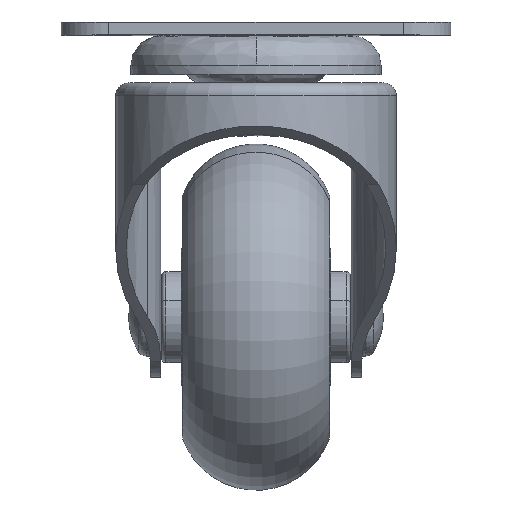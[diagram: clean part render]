
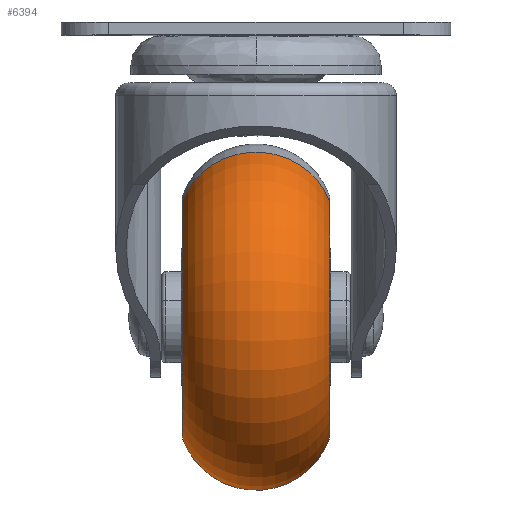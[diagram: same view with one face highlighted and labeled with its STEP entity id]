
A CAD part, top view. The second image highlights one B-rep face of the part: STEP entity #6394.
In plain terms, the highlighted toroidal (fillet/blend) face has major radius 11 mm and minor radius 9 mm.
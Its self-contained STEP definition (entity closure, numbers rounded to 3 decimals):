
#886 = AXIS2_PLACEMENT_3D ( 'NONE', #3081, #8928, #5418 ) ;
#2077 = DIRECTION ( 'NONE',  ( 0., -1., 0. ) ) ;
#2598 = CIRCLE ( 'NONE', #9600, 9. ) ;
#3081 = CARTESIAN_POINT ( 'NONE',  ( 0., 0., 0. ) ) ;
#3161 = FACE_OUTER_BOUND ( 'NONE', #12329, .T. ) ;
#3668 = CARTESIAN_POINT ( 'NONE',  ( 8.5, 0., -13.958 ) ) ;
#3717 = CIRCLE ( 'NONE', #13488, 13.958 ) ;
#4030 = ORIENTED_EDGE ( 'NONE', *, *, #14286, .T. ) ;
#4247 = ORIENTED_EDGE ( 'NONE', *, *, #13196, .F. ) ;
#4557 = CARTESIAN_POINT ( 'NONE',  ( -8.5, 0., 0. ) ) ;
#5305 = AXIS2_PLACEMENT_3D ( 'NONE', #13271, #6332, #14432 ) ;
#5418 = DIRECTION ( 'NONE',  ( 0., 0., 1. ) ) ;
#5742 = DIRECTION ( 'NONE',  ( 0., 0., 1. ) ) ;
#6250 = VERTEX_POINT ( 'NONE', #10908 ) ;
#6263 = DIRECTION ( 'NONE',  ( 0., 1., 0. ) ) ;
#6307 = TOROIDAL_SURFACE ( 'NONE', #886, 11., 9. ) ;
#6332 = DIRECTION ( 'NONE',  ( -1., 0., 0. ) ) ;
#6394 = ADVANCED_FACE ( 'NONE', ( #3161 ), #6307, .T. ) ;
#6401 = VERTEX_POINT ( 'NONE', #11256 ) ;
#6607 = CARTESIAN_POINT ( 'NONE',  ( -8.5, 0., -13.958 ) ) ;
#7086 = EDGE_CURVE ( 'NONE', #6401, #6250, #7392, .T. ) ;
#7392 = CIRCLE ( 'NONE', #12787, 9. ) ;
#7973 = EDGE_CURVE ( 'NONE', #8900, #6250, #3717, .T. ) ;
#8318 = ORIENTED_EDGE ( 'NONE', *, *, #7973, .F. ) ;
#8900 = VERTEX_POINT ( 'NONE', #6607 ) ;
#8928 = DIRECTION ( 'NONE',  ( -1., 0., 0. ) ) ;
#9086 = CARTESIAN_POINT ( 'NONE',  ( 0., 0., 11. ) ) ;
#9360 = CIRCLE ( 'NONE', #5305, 13.958 ) ;
#9600 = AXIS2_PLACEMENT_3D ( 'NONE', #13207, #6263, #14373 ) ;
#9876 = ORIENTED_EDGE ( 'NONE', *, *, #7086, .T. ) ;
#10229 = DIRECTION ( 'NONE',  ( 0., 0., -1. ) ) ;
#10908 = CARTESIAN_POINT ( 'NONE',  ( -8.5, 0., 13.958 ) ) ;
#11256 = CARTESIAN_POINT ( 'NONE',  ( 8.5, 0., 13.958 ) ) ;
#12045 = VERTEX_POINT ( 'NONE', #3668 ) ;
#12329 = EDGE_LOOP ( 'NONE', ( #4247, #4030, #9876, #8318 ) ) ;
#12687 = DIRECTION ( 'NONE',  ( -1., 0., 0. ) ) ;
#12787 = AXIS2_PLACEMENT_3D ( 'NONE', #9086, #2077, #10229 ) ;
#13196 = EDGE_CURVE ( 'NONE', #12045, #8900, #2598, .T. ) ;
#13207 = CARTESIAN_POINT ( 'NONE',  ( 0., 0., -11. ) ) ;
#13271 = CARTESIAN_POINT ( 'NONE',  ( 8.5, 0., 0. ) ) ;
#13488 = AXIS2_PLACEMENT_3D ( 'NONE', #4557, #12687, #5742 ) ;
#14286 = EDGE_CURVE ( 'NONE', #12045, #6401, #9360, .T. ) ;
#14373 = DIRECTION ( 'NONE',  ( 0., 0., 1. ) ) ;
#14432 = DIRECTION ( 'NONE',  ( 0., 0., 1. ) ) ;
